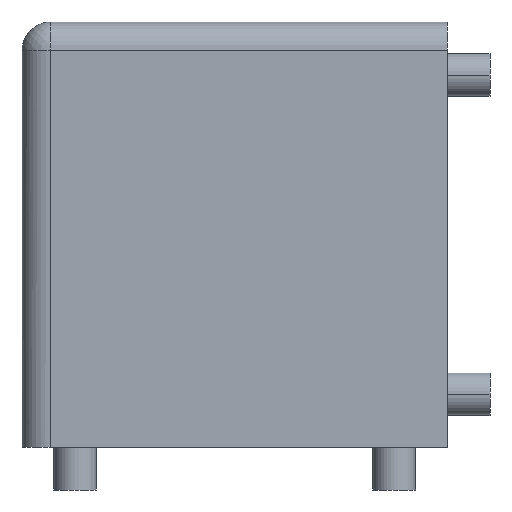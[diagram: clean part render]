
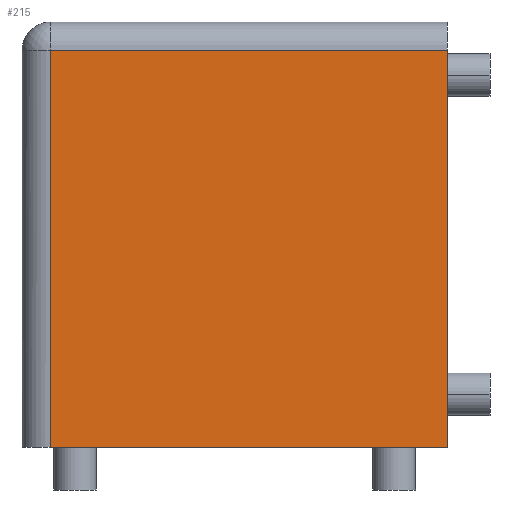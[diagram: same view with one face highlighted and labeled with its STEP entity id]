
A CAD part, front view. The second image highlights one B-rep face of the part: STEP entity #215.
In plain terms, the highlighted planar face has unit normal (0, -1, 0).
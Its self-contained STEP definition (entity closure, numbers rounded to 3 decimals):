
#215=ADVANCED_FACE('',(#438),#439,.F.);
#438=FACE_OUTER_BOUND('',#652,.T.);
#439=PLANE('',#653);
#652=EDGE_LOOP('',(#1181,#1182,#1183,#1184));
#653=AXIS2_PLACEMENT_3D('',#1185,#1186,#1187);
#1181=ORIENTED_EDGE('',*,*,#1387,.F.);
#1182=ORIENTED_EDGE('',*,*,#1384,.F.);
#1183=ORIENTED_EDGE('',*,*,#1381,.F.);
#1184=ORIENTED_EDGE('',*,*,#1389,.F.);
#1185=CARTESIAN_POINT('',(0.0,-15.0,15.0));
#1186=DIRECTION('',(0.0,1.0,0.0));
#1187=DIRECTION('',(0.0,0.0,1.0));
#1381=EDGE_CURVE('',#1664,#1666,#1667,.T.);
#1384=EDGE_CURVE('',#1666,#1670,#1671,.T.);
#1387=EDGE_CURVE('',#1670,#1398,#1674,.T.);
#1389=EDGE_CURVE('',#1398,#1664,#1676,.T.);
#1398=VERTEX_POINT('',#1685);
#1664=VERTEX_POINT('',#2084);
#1666=VERTEX_POINT('',#2086);
#1667=LINE('',#2087,#2088);
#1670=VERTEX_POINT('',#2092);
#1671=LINE('',#2093,#2094);
#1674=LINE('',#2097,#2098);
#1676=LINE('',#2100,#2101);
#1685=CARTESIAN_POINT('',(-13.0,-15.0,28.0));
#2084=CARTESIAN_POINT('',(15.0,-15.0,28.0));
#2086=CARTESIAN_POINT('',(15.0,-15.0,0.0));
#2087=CARTESIAN_POINT('',(15.0,-15.0,15.0));
#2088=VECTOR('',#2370,1000.0);
#2092=CARTESIAN_POINT('',(-13.0,-15.0,0.0));
#2093=CARTESIAN_POINT('',(0.0,-15.0,0.0));
#2094=VECTOR('',#2372,1000.0);
#2097=CARTESIAN_POINT('',(-13.0,-15.0,15.0));
#2098=VECTOR('',#2376,1000.0);
#2100=CARTESIAN_POINT('',(0.0,-15.0,28.0));
#2101=VECTOR('',#2377,1000.0);
#2370=DIRECTION('',(0.0,0.0,-1.0));
#2372=DIRECTION('',(-1.0,0.0,0.0));
#2376=DIRECTION('',(0.0,0.0,1.0));
#2377=DIRECTION('',(1.0,0.0,0.0));
